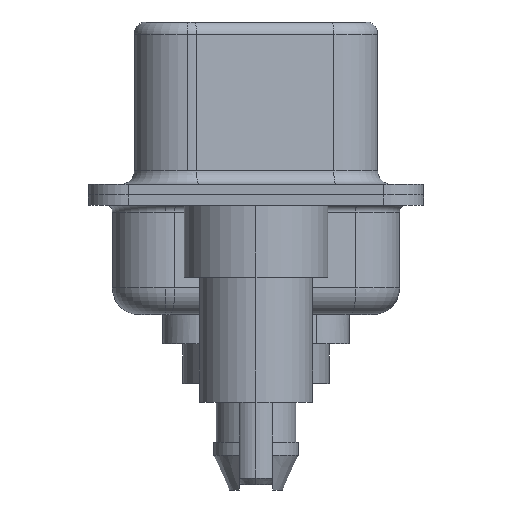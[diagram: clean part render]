
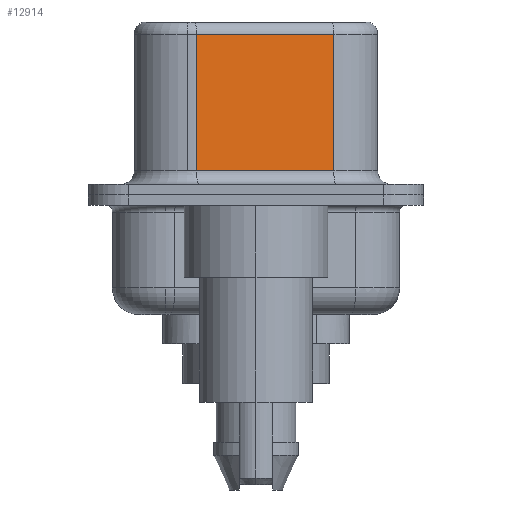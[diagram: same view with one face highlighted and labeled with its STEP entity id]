
A CAD part, left-side view. The second image highlights one B-rep face of the part: STEP entity #12914.
In plain terms, the highlighted planar face has unit normal (-0.985, -0.174, 0).
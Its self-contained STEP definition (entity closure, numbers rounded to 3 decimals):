
#53 = CARTESIAN_POINT ( 'NONE',  ( 4.58, -2.927, 6.02 ) ) ;
#1588 = EDGE_CURVE ( 'NONE', #4137, #9930, #1801, .T. ) ;
#1664 = LINE ( 'NONE', #4714, #10616 ) ;
#1801 = LINE ( 'NONE', #9186, #10743 ) ;
#2029 = DIRECTION ( 'NONE',  ( -0.174, 0.985, 0. ) ) ;
#2503 = ORIENTED_EDGE ( 'NONE', *, *, #3951, .T. ) ;
#2689 = ORIENTED_EDGE ( 'NONE', *, *, #8084, .T. ) ;
#3139 = PLANE ( 'NONE',  #8176 ) ;
#3830 = VECTOR ( 'NONE', #2029, 1000. ) ;
#3951 = EDGE_CURVE ( 'NONE', #5209, #9930, #9588, .T. ) ;
#4135 = DIRECTION ( 'NONE',  ( 0., 0., -1. ) ) ;
#4137 = VERTEX_POINT ( 'NONE', #53 ) ;
#4334 = DIRECTION ( 'NONE',  ( -0.174, 0.985, 0. ) ) ;
#4714 = CARTESIAN_POINT ( 'NONE',  ( 3.67, 2.233, 6.52 ) ) ;
#5209 = VERTEX_POINT ( 'NONE', #7737 ) ;
#6327 = ORIENTED_EDGE ( 'NONE', *, *, #8908, .T. ) ;
#6888 = VECTOR ( 'NONE', #10821, 1000. ) ;
#7737 = CARTESIAN_POINT ( 'NONE',  ( 3.67, 2.233, 0.9 ) ) ;
#8084 = EDGE_CURVE ( 'NONE', #14999, #5209, #1664, .T. ) ;
#8176 = AXIS2_PLACEMENT_3D ( 'NONE', #14761, #11327, #4334 ) ;
#8908 = EDGE_CURVE ( 'NONE', #4137, #14999, #10034, .T. ) ;
#9186 = CARTESIAN_POINT ( 'NONE',  ( 4.58, -2.927, 6.52 ) ) ;
#9588 = LINE ( 'NONE', #11910, #6888 ) ;
#9692 = CARTESIAN_POINT ( 'NONE',  ( 4.58, -2.927, 0.9 ) ) ;
#9930 = VERTEX_POINT ( 'NONE', #9692 ) ;
#10034 = LINE ( 'NONE', #11366, #3830 ) ;
#10616 = VECTOR ( 'NONE', #15155, 1000. ) ;
#10663 = ORIENTED_EDGE ( 'NONE', *, *, #1588, .F. ) ;
#10743 = VECTOR ( 'NONE', #4135, 1000. ) ;
#10821 = DIRECTION ( 'NONE',  ( 0.174, -0.985, 0. ) ) ;
#11327 = DIRECTION ( 'NONE',  ( 0.985, 0.174, 0. ) ) ;
#11366 = CARTESIAN_POINT ( 'NONE',  ( 4.58, -2.927, 6.02 ) ) ;
#11615 = CARTESIAN_POINT ( 'NONE',  ( 3.67, 2.233, 6.02 ) ) ;
#11910 = CARTESIAN_POINT ( 'NONE',  ( 4.58, -2.927, 0.9 ) ) ;
#12584 = FACE_OUTER_BOUND ( 'NONE', #14878, .T. ) ;
#12914 = ADVANCED_FACE ( 'NONE', ( #12584 ), #3139, .F. ) ;
#14761 = CARTESIAN_POINT ( 'NONE',  ( 4.58, -2.927, 6.52 ) ) ;
#14878 = EDGE_LOOP ( 'NONE', ( #10663, #6327, #2689, #2503 ) ) ;
#14999 = VERTEX_POINT ( 'NONE', #11615 ) ;
#15155 = DIRECTION ( 'NONE',  ( 0., 0., -1. ) ) ;
